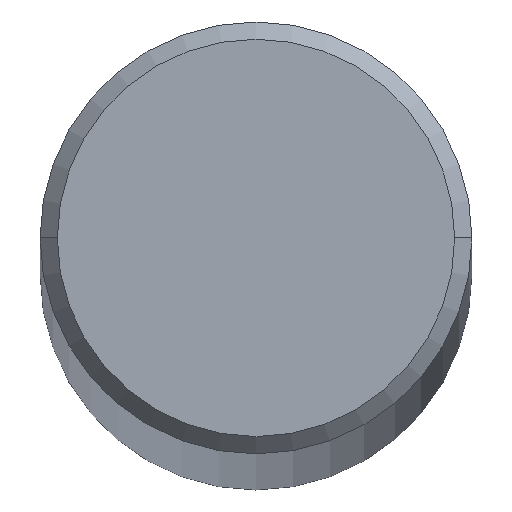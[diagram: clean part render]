
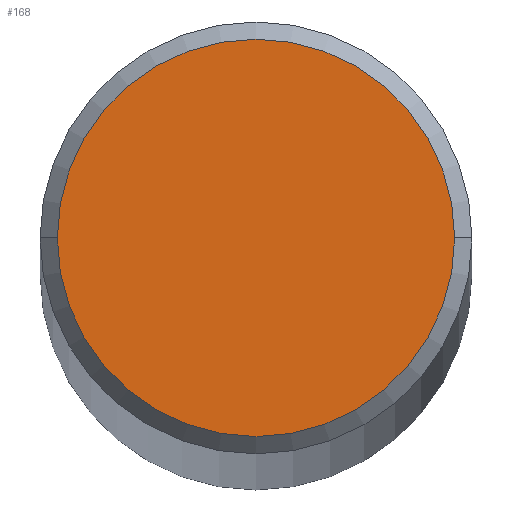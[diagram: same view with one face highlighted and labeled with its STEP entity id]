
A CAD part, top view. The second image highlights one B-rep face of the part: STEP entity #168.
In plain terms, the highlighted planar face has unit normal (0, 0, 1).
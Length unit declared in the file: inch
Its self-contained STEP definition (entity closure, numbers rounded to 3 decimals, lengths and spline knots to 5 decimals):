
#4 = AXIS2_PLACEMENT_3D ( 'NONE', #29, #161, #49 ) ;
#27 = CARTESIAN_POINT ( 'NONE',  ( 0.0575, 0., 3. ) ) ;
#29 = CARTESIAN_POINT ( 'NONE',  ( 0., 0., 3. ) ) ;
#38 = CIRCLE ( 'NONE', #137, 0.0575 ) ;
#49 = DIRECTION ( 'NONE',  ( 1., 0., 0. ) ) ;
#60 = DIRECTION ( 'NONE',  ( 0., 0., 1. ) ) ;
#70 = EDGE_LOOP ( 'NONE', ( #229, #204 ) ) ;
#72 = FACE_OUTER_BOUND ( 'NONE', #70, .T. ) ;
#94 = DIRECTION ( 'NONE',  ( 0., 0., 1. ) ) ;
#95 = CARTESIAN_POINT ( 'NONE',  ( -0.0575, 0., 3. ) ) ;
#112 = EDGE_CURVE ( 'NONE', #151, #170, #38, .T. ) ;
#113 = CIRCLE ( 'NONE', #4, 0.0575 ) ;
#119 = CARTESIAN_POINT ( 'NONE',  ( 0., 0., 3. ) ) ;
#137 = AXIS2_PLACEMENT_3D ( 'NONE', #222, #94, #240 ) ;
#151 = VERTEX_POINT ( 'NONE', #95 ) ;
#157 = PLANE ( 'NONE',  #234 ) ;
#161 = DIRECTION ( 'NONE',  ( 0., 0., 1. ) ) ;
#168 = ADVANCED_FACE ( 'NONE', ( #72 ), #157, .T. ) ;
#170 = VERTEX_POINT ( 'NONE', #27 ) ;
#203 = EDGE_CURVE ( 'NONE', #170, #151, #113, .T. ) ;
#204 = ORIENTED_EDGE ( 'NONE', *, *, #203, .T. ) ;
#208 = DIRECTION ( 'NONE',  ( 1., 0., 0. ) ) ;
#222 = CARTESIAN_POINT ( 'NONE',  ( 0., 0., 3. ) ) ;
#229 = ORIENTED_EDGE ( 'NONE', *, *, #112, .T. ) ;
#234 = AXIS2_PLACEMENT_3D ( 'NONE', #119, #60, #208 ) ;
#240 = DIRECTION ( 'NONE',  ( 1., 0., 0. ) ) ;
